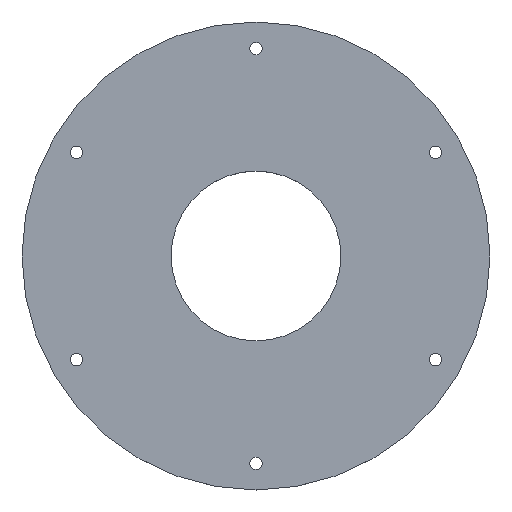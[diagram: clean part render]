
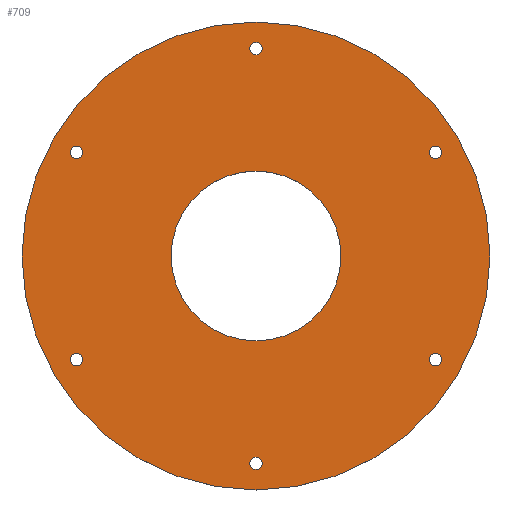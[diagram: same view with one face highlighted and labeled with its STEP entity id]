
A CAD part, top view. The second image highlights one B-rep face of the part: STEP entity #709.
In plain terms, the highlighted planar face has unit normal (0, 0, 1).
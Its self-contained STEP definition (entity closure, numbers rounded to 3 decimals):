
#62=FACE_BOUND('',#253,.T.);
#63=FACE_BOUND('',#254,.T.);
#64=FACE_BOUND('',#255,.T.);
#65=FACE_BOUND('',#256,.T.);
#66=FACE_BOUND('',#257,.T.);
#67=FACE_BOUND('',#258,.T.);
#68=FACE_BOUND('',#259,.T.);
#163=PLANE('',#800);
#196=FACE_OUTER_BOUND('',#252,.T.);
#252=EDGE_LOOP('',(#620));
#253=EDGE_LOOP('',(#621));
#254=EDGE_LOOP('',(#622));
#255=EDGE_LOOP('',(#623));
#256=EDGE_LOOP('',(#624));
#257=EDGE_LOOP('',(#625));
#258=EDGE_LOOP('',(#626));
#259=EDGE_LOOP('',(#627));
#286=CIRCLE('',#743,66.703);
#313=CIRCLE('',#797,1.753);
#314=CIRCLE('',#799,24.21);
#315=CIRCLE('',#801,1.753);
#316=CIRCLE('',#802,1.753);
#317=CIRCLE('',#803,1.753);
#318=CIRCLE('',#804,1.753);
#319=CIRCLE('',#805,1.753);
#343=VERTEX_POINT('',#1115);
#372=VERTEX_POINT('',#1223);
#373=VERTEX_POINT('',#1227);
#374=VERTEX_POINT('',#1231);
#375=VERTEX_POINT('',#1233);
#376=VERTEX_POINT('',#1235);
#377=VERTEX_POINT('',#1237);
#378=VERTEX_POINT('',#1239);
#404=EDGE_CURVE('',#343,#343,#286,.T.);
#456=EDGE_CURVE('',#372,#372,#313,.T.);
#458=EDGE_CURVE('',#373,#373,#314,.T.);
#459=EDGE_CURVE('',#374,#374,#315,.T.);
#460=EDGE_CURVE('',#375,#375,#316,.T.);
#461=EDGE_CURVE('',#376,#376,#317,.T.);
#462=EDGE_CURVE('',#377,#377,#318,.T.);
#463=EDGE_CURVE('',#378,#378,#319,.T.);
#620=ORIENTED_EDGE('',*,*,#404,.F.);
#621=ORIENTED_EDGE('',*,*,#459,.T.);
#622=ORIENTED_EDGE('',*,*,#460,.T.);
#623=ORIENTED_EDGE('',*,*,#461,.T.);
#624=ORIENTED_EDGE('',*,*,#462,.T.);
#625=ORIENTED_EDGE('',*,*,#463,.T.);
#626=ORIENTED_EDGE('',*,*,#456,.T.);
#627=ORIENTED_EDGE('',*,*,#458,.F.);
#709=ADVANCED_FACE('',(#196,#62,#63,#64,#65,#66,#67,#68),#163,.F.);
#743=AXIS2_PLACEMENT_3D('',#1117,#871,#872);
#797=AXIS2_PLACEMENT_3D('',#1225,#1004,#1005);
#799=AXIS2_PLACEMENT_3D('',#1229,#1009,#1010);
#800=AXIS2_PLACEMENT_3D('',#1230,#1011,#1012);
#801=AXIS2_PLACEMENT_3D('',#1232,#1013,#1014);
#802=AXIS2_PLACEMENT_3D('',#1234,#1015,#1016);
#803=AXIS2_PLACEMENT_3D('',#1236,#1017,#1018);
#804=AXIS2_PLACEMENT_3D('',#1238,#1019,#1020);
#805=AXIS2_PLACEMENT_3D('',#1240,#1021,#1022);
#871=DIRECTION('center_axis',(0.,0.,
-1.));
#872=DIRECTION('ref_axis',(-1.,0.,0.));
#1004=DIRECTION('center_axis',(0.,0.,
-1.));
#1005=DIRECTION('ref_axis',(-1.,0.,0.));
#1009=DIRECTION('center_axis',(0.,0.,
1.));
#1010=DIRECTION('ref_axis',(-1.,0.,0.));
#1011=DIRECTION('center_axis',(0.,0.,
-1.));
#1012=DIRECTION('ref_axis',(-1.,0.,0.));
#1013=DIRECTION('center_axis',(0.,0.,
-1.));
#1014=DIRECTION('ref_axis',(-0.5,0.866,0.));
#1015=DIRECTION('center_axis',(0.,0.,
-1.));
#1016=DIRECTION('ref_axis',(0.5,0.866,0.));
#1017=DIRECTION('center_axis',(0.,0.,
-1.));
#1018=DIRECTION('ref_axis',(1.,0.,0.));
#1019=DIRECTION('center_axis',(0.,0.,
-1.));
#1020=DIRECTION('ref_axis',(0.5,-0.866,0.));
#1021=DIRECTION('center_axis',(0.,0.,
-1.));
#1022=DIRECTION('ref_axis',(-0.5,-0.866,0.));
#1115=CARTESIAN_POINT('',(66.703,0.,4.79));
#1117=CARTESIAN_POINT('Origin',(0.,0.,
4.79));
#1223=CARTESIAN_POINT('',(-49.447,-29.56,4.79));
#1225=CARTESIAN_POINT('Origin',(-51.199,-29.56,4.79));
#1227=CARTESIAN_POINT('',(24.21,0.,4.79));
#1229=CARTESIAN_POINT('Origin',(0.,0.,
4.79));
#1230=CARTESIAN_POINT('Origin',(0.,0.,
4.79));
#1231=CARTESIAN_POINT('',(-50.323,28.042,4.79));
#1232=CARTESIAN_POINT('Origin',(-51.199,29.56,4.79));
#1233=CARTESIAN_POINT('',(-0.876,57.602,4.79));
#1234=CARTESIAN_POINT('Origin',(0.,59.12,
4.79));
#1235=CARTESIAN_POINT('',(49.447,29.56,4.79));
#1236=CARTESIAN_POINT('Origin',(51.199,29.56,4.79));
#1237=CARTESIAN_POINT('',(50.323,-28.042,4.79));
#1238=CARTESIAN_POINT('Origin',(51.199,-29.56,4.79));
#1239=CARTESIAN_POINT('',(0.876,-57.602,4.79));
#1240=CARTESIAN_POINT('Origin',(0.,-59.12,
4.79));
